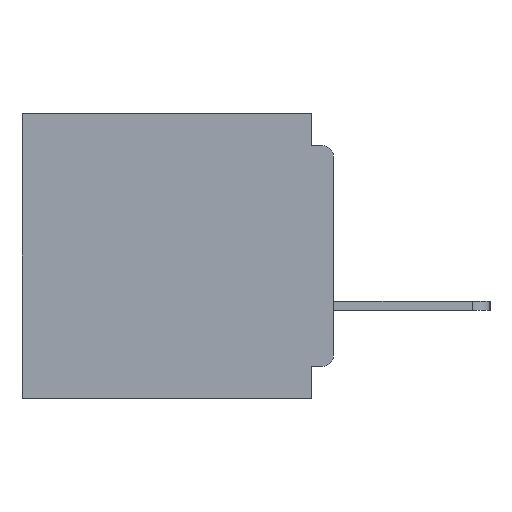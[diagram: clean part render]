
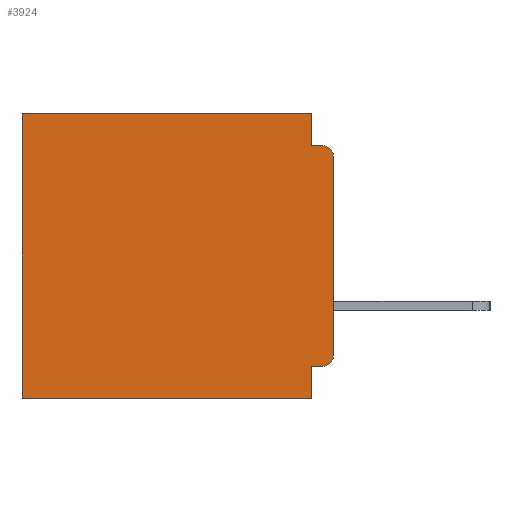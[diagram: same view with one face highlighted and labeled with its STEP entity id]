
A CAD part, left-side view. The second image highlights one B-rep face of the part: STEP entity #3924.
In plain terms, the highlighted planar face has unit normal (-1, 0, 0).
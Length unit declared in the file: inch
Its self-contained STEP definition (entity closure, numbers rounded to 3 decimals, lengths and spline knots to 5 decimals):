
#145 = VERTEX_POINT ( 'NONE', #4977 ) ;
#154 = CARTESIAN_POINT ( 'NONE',  ( 0.3, 0., -0.355 ) ) ;
#644 = CARTESIAN_POINT ( 'NONE',  ( 0.3, 0.015, -0.355 ) ) ;
#1416 = EDGE_CURVE ( 'NONE', #6376, #145, #6920, .T. ) ;
#2036 = DIRECTION ( 'NONE',  ( -1., 0., 0. ) ) ;
#2257 = CARTESIAN_POINT ( 'NONE',  ( 0.3, 0.031, -0.4 ) ) ;
#3013 = DIRECTION ( 'NONE',  ( 0., 0., -1. ) ) ;
#3924 = ADVANCED_FACE ( 'NONE', ( #38135 ), #29569, .F. ) ;
#4118 = CARTESIAN_POINT ( 'NONE',  ( 0.3, 0.437, 0. ) ) ;
#4256 = LINE ( 'NONE', #29487, #7973 ) ;
#4668 = ORIENTED_EDGE ( 'NONE', *, *, #8343, .F. ) ;
#4704 = DIRECTION ( 'NONE',  ( -1., 0., 0. ) ) ;
#4977 = CARTESIAN_POINT ( 'NONE',  ( 0.3, 0.015, -0.045 ) ) ;
#4992 = DIRECTION ( 'NONE',  ( 0., 0., -1. ) ) ;
#5817 = ORIENTED_EDGE ( 'NONE', *, *, #25180, .F. ) ;
#6376 = VERTEX_POINT ( 'NONE', #18434 ) ;
#6638 = CIRCLE ( 'NONE', #27892, 0.015 ) ;
#6920 = LINE ( 'NONE', #14728, #28927 ) ;
#6991 = ORIENTED_EDGE ( 'NONE', *, *, #15919, .T. ) ;
#7973 = VECTOR ( 'NONE', #29365, 39.37008 ) ;
#8108 = EDGE_CURVE ( 'NONE', #24901, #11941, #6638, .T. ) ;
#8343 = EDGE_CURVE ( 'NONE', #37248, #13848, #12162, .T. ) ;
#8565 = CARTESIAN_POINT ( 'NONE',  ( 0.3, 0., -0.4 ) ) ;
#9384 = CARTESIAN_POINT ( 'NONE',  ( 0.3, 0.437, -0.4 ) ) ;
#9793 = VERTEX_POINT ( 'NONE', #4118 ) ;
#9903 = CARTESIAN_POINT ( 'NONE',  ( 0.3, 0.437, -0.4 ) ) ;
#10244 = VECTOR ( 'NONE', #27246, 39.37008 ) ;
#10700 = ORIENTED_EDGE ( 'NONE', *, *, #24192, .F. ) ;
#10734 = DIRECTION ( 'NONE',  ( 0., 0., -1. ) ) ;
#11146 = DIRECTION ( 'NONE',  ( 1., 0., 0. ) ) ;
#11850 = VECTOR ( 'NONE', #4992, 39.37008 ) ;
#11941 = VERTEX_POINT ( 'NONE', #26865 ) ;
#12060 = CIRCLE ( 'NONE', #30805, 0.015 ) ;
#12162 = LINE ( 'NONE', #32963, #35200 ) ;
#13387 = ORIENTED_EDGE ( 'NONE', *, *, #1416, .F. ) ;
#13848 = VERTEX_POINT ( 'NONE', #9384 ) ;
#14086 = EDGE_CURVE ( 'NONE', #22208, #145, #12060, .T. ) ;
#14231 = ORIENTED_EDGE ( 'NONE', *, *, #14086, .T. ) ;
#14728 = CARTESIAN_POINT ( 'NONE',  ( 0.3, 0., -0.045 ) ) ;
#15272 = CARTESIAN_POINT ( 'NONE',  ( 0.3, 0.031, -0.355 ) ) ;
#15356 = ORIENTED_EDGE ( 'NONE', *, *, #8108, .T. ) ;
#15454 = VERTEX_POINT ( 'NONE', #25691 ) ;
#15919 = EDGE_CURVE ( 'NONE', #9793, #13848, #24165, .T. ) ;
#16138 = VECTOR ( 'NONE', #36906, 39.37008 ) ;
#16484 = ORIENTED_EDGE ( 'NONE', *, *, #23730, .T. ) ;
#16625 = CARTESIAN_POINT ( 'NONE',  ( 0.3, 0.031, 0. ) ) ;
#17382 = EDGE_CURVE ( 'NONE', #22208, #11941, #20844, .T. ) ;
#17819 = LINE ( 'NONE', #35836, #32828 ) ;
#18202 = LINE ( 'NONE', #154, #10244 ) ;
#18347 = EDGE_LOOP ( 'NONE', ( #22803, #14231, #13387, #5817, #16484, #6991, #4668, #35392, #10700, #15356 ) ) ;
#18434 = CARTESIAN_POINT ( 'NONE',  ( 0.3, 0.031, -0.045 ) ) ;
#19931 = CARTESIAN_POINT ( 'NONE',  ( 0.3, 0.015, -0.34 ) ) ;
#20049 = DIRECTION ( 'NONE',  ( 0., 0., -1. ) ) ;
#20050 = CARTESIAN_POINT ( 'NONE',  ( 0.3, 0., -0.4 ) ) ;
#20844 = LINE ( 'NONE', #20050, #11850 ) ;
#22208 = VERTEX_POINT ( 'NONE', #31551 ) ;
#22626 = CARTESIAN_POINT ( 'NONE',  ( 0.3, 0.015, -0.06 ) ) ;
#22803 = ORIENTED_EDGE ( 'NONE', *, *, #17382, .F. ) ;
#22918 = VECTOR ( 'NONE', #10734, 39.37008 ) ;
#22945 = DIRECTION ( 'NONE',  ( 0., 0., -1. ) ) ;
#23166 = EDGE_CURVE ( 'NONE', #32248, #37248, #17819, .T. ) ;
#23730 = EDGE_CURVE ( 'NONE', #15454, #9793, #4256, .T. ) ;
#24165 = LINE ( 'NONE', #9903, #16138 ) ;
#24192 = EDGE_CURVE ( 'NONE', #24901, #32248, #18202, .T. ) ;
#24850 = LINE ( 'NONE', #16625, #22918 ) ;
#24901 = VERTEX_POINT ( 'NONE', #644 ) ;
#25180 = EDGE_CURVE ( 'NONE', #15454, #6376, #24850, .T. ) ;
#25647 = DIRECTION ( 'NONE',  ( 0., 0., -1. ) ) ;
#25691 = CARTESIAN_POINT ( 'NONE',  ( 0.3, 0.031, 0. ) ) ;
#25843 = DIRECTION ( 'NONE',  ( 0., -1., 0. ) ) ;
#26865 = CARTESIAN_POINT ( 'NONE',  ( 0.3, 0., -0.34 ) ) ;
#27246 = DIRECTION ( 'NONE',  ( 0., 1., 0. ) ) ;
#27892 = AXIS2_PLACEMENT_3D ( 'NONE', #19931, #2036, #22945 ) ;
#28927 = VECTOR ( 'NONE', #25843, 39.37008 ) ;
#29365 = DIRECTION ( 'NONE',  ( 0., 1., 0. ) ) ;
#29487 = CARTESIAN_POINT ( 'NONE',  ( 0.3, 0., 0. ) ) ;
#29569 = PLANE ( 'NONE',  #38443 ) ;
#30805 = AXIS2_PLACEMENT_3D ( 'NONE', #22626, #4704, #25647 ) ;
#31551 = CARTESIAN_POINT ( 'NONE',  ( 0.3, 0., -0.06 ) ) ;
#32248 = VERTEX_POINT ( 'NONE', #15272 ) ;
#32828 = VECTOR ( 'NONE', #3013, 39.37008 ) ;
#32963 = CARTESIAN_POINT ( 'NONE',  ( 0.3, 0., -0.4 ) ) ;
#35200 = VECTOR ( 'NONE', #36025, 39.37008 ) ;
#35392 = ORIENTED_EDGE ( 'NONE', *, *, #23166, .F. ) ;
#35836 = CARTESIAN_POINT ( 'NONE',  ( 0.3, 0.031, -0.4 ) ) ;
#36025 = DIRECTION ( 'NONE',  ( 0., 1., 0. ) ) ;
#36906 = DIRECTION ( 'NONE',  ( 0., 0., -1. ) ) ;
#37248 = VERTEX_POINT ( 'NONE', #2257 ) ;
#38135 = FACE_OUTER_BOUND ( 'NONE', #18347, .T. ) ;
#38443 = AXIS2_PLACEMENT_3D ( 'NONE', #8565, #11146, #20049 ) ;
